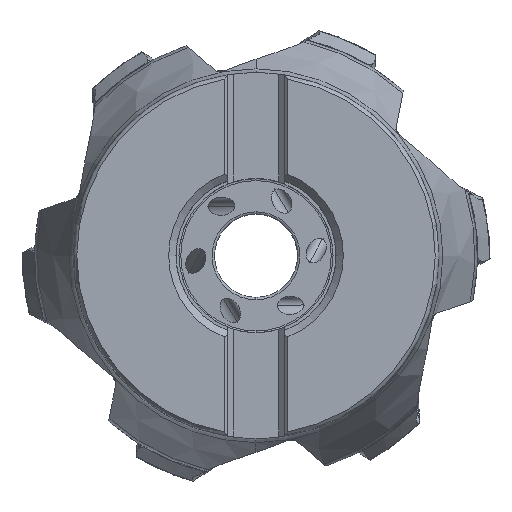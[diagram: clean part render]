
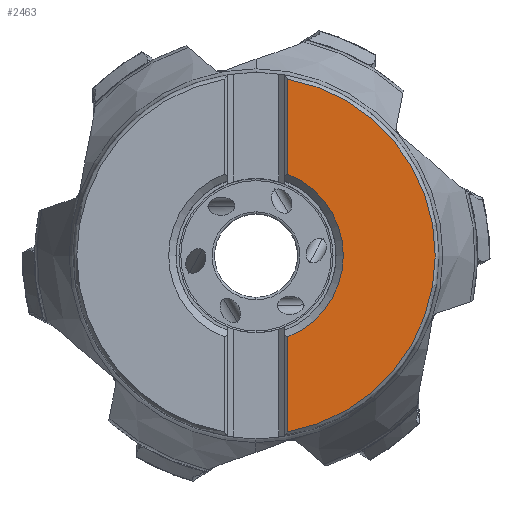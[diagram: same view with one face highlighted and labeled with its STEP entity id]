
A CAD part, top view. The second image highlights one B-rep face of the part: STEP entity #2463.
In plain terms, the highlighted planar face has unit normal (0, 0, 1).
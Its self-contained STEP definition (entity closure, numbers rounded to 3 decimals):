
#186=PLANE('',#15629);
#791=LINE('',#23651,#1451);
#792=LINE('',#23655,#1452);
#1451=VECTOR('',#17810,1.);
#1452=VECTOR('',#17813,1.);
#2463=ADVANCED_FACE('',(#3373),#186,.F.);
#3373=FACE_OUTER_BOUND('',#4201,.T.);
#4201=EDGE_LOOP('',(#6437,#6438,#6439,#6440,#6441));
#5047=CIRCLE('',#15625,29.563);
#5048=CIRCLE('',#15626,29.563);
#5049=CIRCLE('',#15628,14.4);
#6437=ORIENTED_EDGE('',*,*,#12512,.F.);
#6438=ORIENTED_EDGE('',*,*,#12513,.F.);
#6439=ORIENTED_EDGE('',*,*,#12514,.F.);
#6440=ORIENTED_EDGE('',*,*,#12511,.F.);
#6441=ORIENTED_EDGE('',*,*,#12510,.F.);
#10860=VERTEX_POINT('',#23622);
#10863=VERTEX_POINT('',#23646);
#10864=VERTEX_POINT('',#23648);
#10865=VERTEX_POINT('',#23652);
#10866=VERTEX_POINT('',#23654);
#12510=EDGE_CURVE('',#10863,#10864,#5047,.T.);
#12511=EDGE_CURVE('',#10864,#10860,#5048,.T.);
#12512=EDGE_CURVE('',#10865,#10863,#791,.T.);
#12513=EDGE_CURVE('',#10866,#10865,#5049,.T.);
#12514=EDGE_CURVE('',#10860,#10866,#792,.T.);
#15625=AXIS2_PLACEMENT_3D('',#23647,#17804,#17805);
#15626=AXIS2_PLACEMENT_3D('',#23649,#17806,#17807);
#15628=AXIS2_PLACEMENT_3D('',#23653,#17811,#17812);
#15629=AXIS2_PLACEMENT_3D('',#23656,#17814,#17815);
#17804=DIRECTION('',(0.,0.,-1.));
#17805=DIRECTION('',(0.178,0.984,0.));
#17806=DIRECTION('',(0.,0.,-1.));
#17807=DIRECTION('',(1.,-0.002,0.));
#17810=DIRECTION('',(0.,1.,0.));
#17811=DIRECTION('',(0.,0.,1.));
#17812=DIRECTION('',(0.365,-0.931,0.));
#17813=DIRECTION('',(0.,1.,0.));
#17814=DIRECTION('',(0.,0.,-1.));
#17815=DIRECTION('',(1.,0.,0.));
#23622=CARTESIAN_POINT('',(5.262,-29.09,0.));
#23646=CARTESIAN_POINT('',(5.262,29.09,0.));
#23647=CARTESIAN_POINT('',(0.,0.,0.));
#23648=CARTESIAN_POINT('',(29.562,-0.067,0.));
#23649=CARTESIAN_POINT('',(0.,0.,0.));
#23651=CARTESIAN_POINT('',(5.263,13.404,0.));
#23652=CARTESIAN_POINT('',(5.263,13.404,0.));
#23653=CARTESIAN_POINT('',(0.,0.,0.));
#23654=CARTESIAN_POINT('',(5.263,-13.404,0.));
#23655=CARTESIAN_POINT('',(5.263,-29.09,0.));
#23656=CARTESIAN_POINT('',(50.,46.315,0.));
